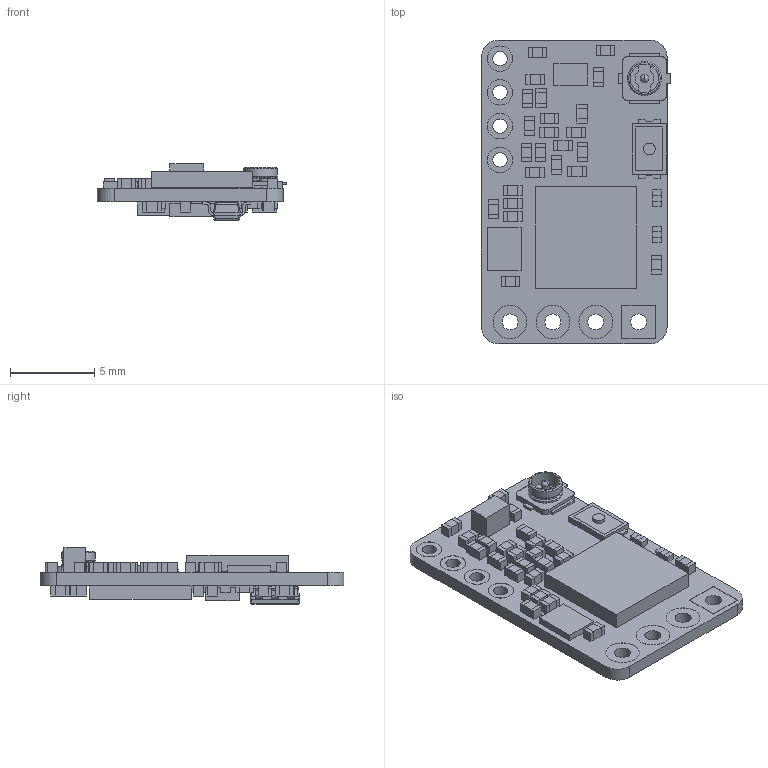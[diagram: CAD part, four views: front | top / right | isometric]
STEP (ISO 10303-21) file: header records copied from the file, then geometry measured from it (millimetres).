
FILE_DESCRIPTION(/* description */ (''),/* implementation_level */ '2;1');
FILE_NAME(/* name */ 'Crossfire nano RX.step',/* time_stamp */ '2021-10-14T07:31:15-04:00',/* author */ (''),/* organization */ (''),/* preprocessor_version */ 'ST-DEVELOPER v18.1',/* originating_system */ 'Autodesk Translation Framework v10.10.0.1391',/* authorisation */ '');
FILE_SCHEMA (('AUTOMOTIVE_DESIGN { 1 0 10303 214 3 1 1 }'));
Length unit declared in the file: millimetre
Products named in the file (52): crsf nano rx; crsf nano rx_1; LORA_PIC_SX1273; Board_2; U5; 1389477232; Extruded; U6; 1389477368; Extruded_2; Free-Models; U.FL-R-SMT-1; DBV0005A_(1); BODY_MF05A; LEAD_MF05F; 1388744896; Cylinder; 1389464992; Extruded_3; 1389464856; 1389464720; Extruded_4; 1389464584; Extruded_5; 1389477096; Extruded_8; 1389476960; Extruded_10; 1389476824; Extruded_9; 1396802240; Extruded_12; 1396802104; Extruded_11; 1396802920; Extruded_7; 1396803056; Extruded_6; 1396798976; Extruded_13 ...
Assembly tree (180 placements, depth 6):
  crsf nano rx
    crsf nano rx_1
      LORA_PIC_SX1273
        Board_2
        U5
          1389477232
            Extruded
        U6
          1389477368
            Extruded_2
        Free-Models
          U.FL-R-SMT-1
          DBV0005A_(1)
            BODY_MF05A
            LEAD_MF05F  x5
          1388744896
            Cylinder
          1389464992
            Extruded_3
          1389464856
          1389464720
            Extruded_4
          1389464584
            Extruded_5
          1396803056  x35
            Extruded_6
          1396802920  x36
            Extruded_7
          1389477096  x34
            Extruded_8
          1389476824  x10
            Extruded_9
          1389476960  x5
            Extruded_10
          1396802104  x6
            Extruded_11
          1396802240  x3
            Extruded_12
          1396798976
            Extruded_13
          1396794080
            Extruded_14
          1392505672
            Extruded_15
          1389476688
            Extruded_16
          1058702480  x2
            Extruded_17
          1058702344  x2
            Extruded_18
          1058702616  x2
            Extruded_19
Bounding box: 11.21 x 18 x 3.33 mm (x, y, z)
Volume: 253.2 mm3; surface area: 975.7 mm2
Topology: 154 solids, 154 shells, 1100 faces, 2288 edges, 1513 vertices
Faces by surface type: plane 1009, cylinder 78, sphere 8, cone 3, bspline 2
Full cylindrical faces by diameter (mm): 0.5 x1, 0.7 x1, 0.85 x4, 0.95 x4, 1.5 x8, 1.7 x1, 1.86 x1, 2 x8
Entity records: 10698 total; most frequent: CARTESIAN_POINT 1891, DIRECTION 1805, ORIENTED_EDGE 1284, AXIS2_PLACEMENT_3D 651, EDGE_CURVE 642, LINE 503, VECTOR 503, VERTEX_POINT 417
